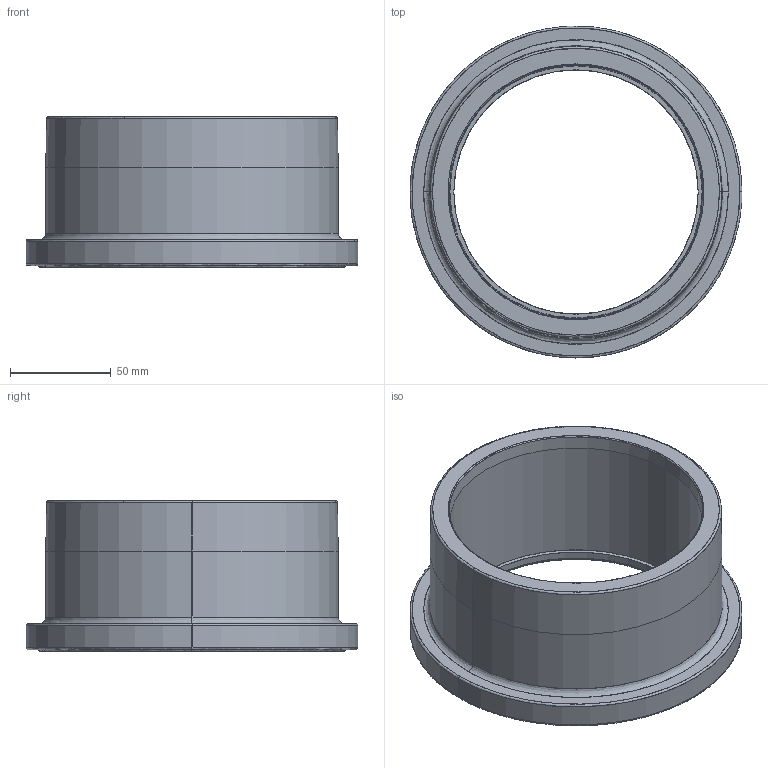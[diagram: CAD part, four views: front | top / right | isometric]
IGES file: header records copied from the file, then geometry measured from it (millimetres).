
Start section: SolidWorks IGES file using analytic representation for surfaces
Global section: file name: 01 05 1152 125.IGS; native system: SolidWorks 2014; preprocessor: SolidWorks 2014; author: utilizadort; date: 141111.074920; units: millimetre
Bounding box: 165 x 165 x 74.75 mm (x, y, z)
Surface area: 82251 mm2 (no closed solid volume)
Topology: 0 solids, 0 shells, 36 faces, 888 edges, 888 vertices
Faces by surface type: bspline 22, revolution 14
